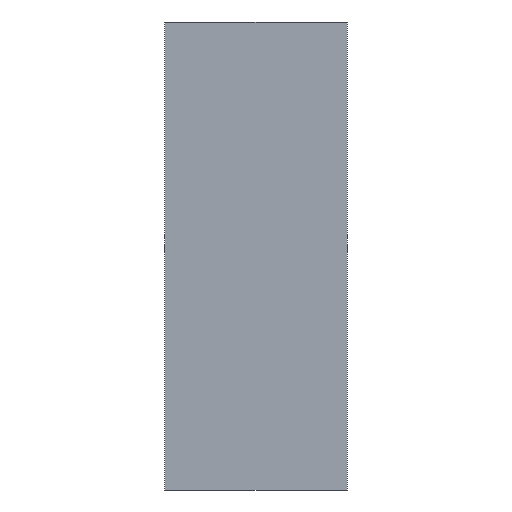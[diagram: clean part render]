
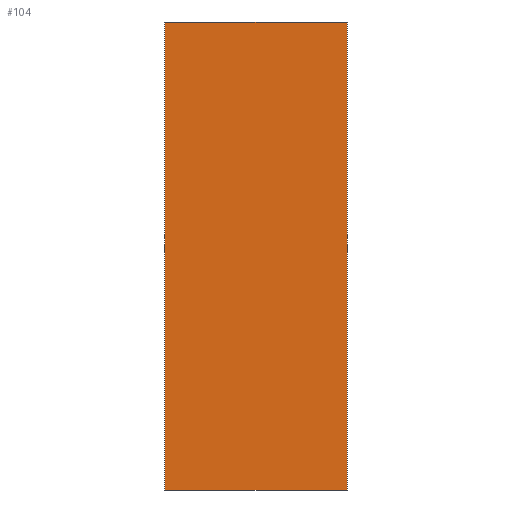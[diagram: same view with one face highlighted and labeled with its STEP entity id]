
A CAD part, front view. The second image highlights one B-rep face of the part: STEP entity #104.
In plain terms, the highlighted planar face has unit normal (0, -1, 0).
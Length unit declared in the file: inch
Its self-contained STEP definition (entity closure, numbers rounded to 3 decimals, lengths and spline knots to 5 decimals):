
#18=FACE_OUTER_BOUND('',#24,.T.);
#24=EDGE_LOOP('',(#83,#84,#85,#86));
#30=LINE('',#162,#42);
#34=LINE('',#171,#46);
#36=LINE('',#175,#48);
#37=LINE('',#176,#49);
#42=VECTOR('',#134,0.3937);
#46=VECTOR('',#142,0.3937);
#48=VECTOR('',#146,0.3937);
#49=VECTOR('',#147,0.3937);
#52=VERTEX_POINT('',#156);
#54=VERTEX_POINT('',#160);
#57=VERTEX_POINT('',#170);
#58=VERTEX_POINT('',#174);
#62=EDGE_CURVE('',#52,#54,#30,.T.);
#66=EDGE_CURVE('',#57,#52,#34,.T.);
#68=EDGE_CURVE('',#58,#54,#36,.T.);
#69=EDGE_CURVE('',#58,#57,#37,.T.);
#83=ORIENTED_EDGE('',*,*,#62,.T.);
#84=ORIENTED_EDGE('',*,*,#68,.F.);
#85=ORIENTED_EDGE('',*,*,#69,.T.);
#86=ORIENTED_EDGE('',*,*,#66,.T.);
#98=PLANE('',#124);
#104=ADVANCED_FACE('',(#18),#98,.T.);
#124=AXIS2_PLACEMENT_3D('',#173,#144,#145);
#134=DIRECTION('',(-1.,0.,0.));
#142=DIRECTION('',(0.,0.,1.));
#144=DIRECTION('center_axis',(0.,-1.,0.));
#145=DIRECTION('ref_axis',(1.,0.,0.));
#146=DIRECTION('',(0.,0.,1.));
#147=DIRECTION('',(1.,0.,0.));
#156=CARTESIAN_POINT('',(-349.375,25.62495,-36.4385));
#160=CARTESIAN_POINT('',(-361.375,25.62495,-36.4385));
#162=CARTESIAN_POINT('',(-358.375,25.62495,-36.4385));
#170=CARTESIAN_POINT('',(-349.375,25.62495,-67.188));
#171=CARTESIAN_POINT('',(-349.375,25.62495,-59.6255));
#173=CARTESIAN_POINT('Origin',(-361.375,25.62495,-59.6255));
#174=CARTESIAN_POINT('',(-361.375,25.62495,-67.188));
#175=CARTESIAN_POINT('',(-361.375,25.62495,-59.6255));
#176=CARTESIAN_POINT('',(-358.375,25.62495,-67.188));
